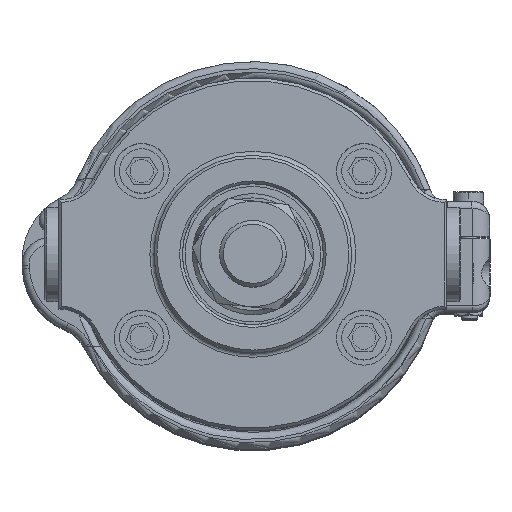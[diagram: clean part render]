
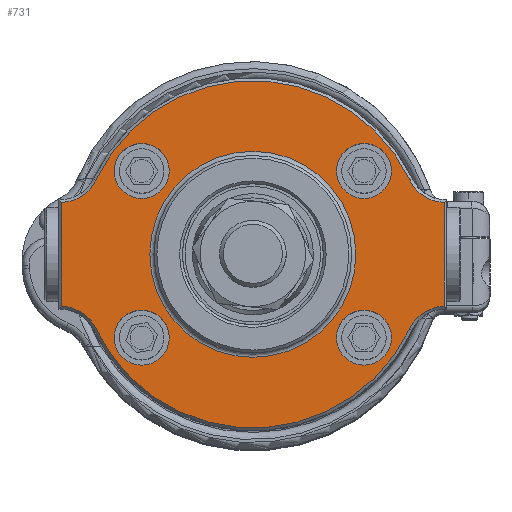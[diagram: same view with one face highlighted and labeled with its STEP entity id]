
A CAD part, top view. The second image highlights one B-rep face of the part: STEP entity #731.
In plain terms, the highlighted planar face has unit normal (0, 0, 1).
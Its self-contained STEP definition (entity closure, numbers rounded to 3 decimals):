
#234 = CIRCLE ( 'NONE', #7970, 7.112 ) ;
#275 = DIRECTION ( 'NONE',  ( 1., 0., 0. ) ) ;
#374 = FACE_BOUND ( 'NONE', #7318, .T. ) ;
#494 = EDGE_CURVE ( 'NONE', #14268, #14268, #6703, .T. ) ;
#537 = CARTESIAN_POINT ( 'NONE',  ( 0., 0., 25.4 ) ) ;
#666 = CARTESIAN_POINT ( 'NONE',  ( -15.047, -15., 25.4 ) ) ;
#731 = ADVANCED_FACE ( 'NONE', ( #5475, #10743, #16034, #374, #4183, #2960 ), #2874, .T. ) ;
#932 = ORIENTED_EDGE ( 'NONE', *, *, #7132, .T. ) ;
#1138 = CIRCLE ( 'NONE', #13865, 7.112 ) ;
#1140 = VERTEX_POINT ( 'NONE', #16532 ) ;
#1227 = VERTEX_POINT ( 'NONE', #8486 ) ;
#1282 = DIRECTION ( 'NONE',  ( 0., 0., 1. ) ) ;
#1363 = CARTESIAN_POINT ( 'NONE',  ( 20., 15., 25.4 ) ) ;
#1459 = AXIS2_PLACEMENT_3D ( 'NONE', #8570, #12541, #10187 ) ;
#1509 = DIRECTION ( 'NONE',  ( 1., 0., 0. ) ) ;
#1583 = DIRECTION ( 'NONE',  ( 0., 0., 1. ) ) ;
#2145 = EDGE_CURVE ( 'NONE', #4128, #4128, #11090, .T. ) ;
#2178 = VERTEX_POINT ( 'NONE', #13879 ) ;
#2194 = CARTESIAN_POINT ( 'NONE',  ( 0., 0., 25.4 ) ) ;
#2522 = CARTESIAN_POINT ( 'NONE',  ( 20., -15., 25.4 ) ) ;
#2671 = EDGE_LOOP ( 'NONE', ( #4194, #14027, #13692, #932, #10516, #3619, #7643, #7912 ) ) ;
#2874 = PLANE ( 'NONE',  #8665 ) ;
#2960 = FACE_BOUND ( 'NONE', #3910, .T. ) ;
#2998 = CARTESIAN_POINT ( 'NONE',  ( 24.953, -15., 25.4 ) ) ;
#3266 = EDGE_LOOP ( 'NONE', ( #5652 ) ) ;
#3517 = CARTESIAN_POINT ( 'NONE',  ( -28.224, -13.397, 25.4 ) ) ;
#3558 = DIRECTION ( 'NONE',  ( 0., -1., 0. ) ) ;
#3619 = ORIENTED_EDGE ( 'NONE', *, *, #13444, .T. ) ;
#3730 = CARTESIAN_POINT ( 'NONE',  ( -28.224, 13.397, 25.4 ) ) ;
#3910 = EDGE_LOOP ( 'NONE', ( #8253 ) ) ;
#3920 = DIRECTION ( 'NONE',  ( 1., 0., 0. ) ) ;
#3929 = DIRECTION ( 'NONE',  ( 1., 0., 0. ) ) ;
#3938 = CARTESIAN_POINT ( 'NONE',  ( -34.649, 16.446, 25.4 ) ) ;
#4128 = VERTEX_POINT ( 'NONE', #2998 ) ;
#4183 = FACE_BOUND ( 'NONE', #8822, .T. ) ;
#4194 = ORIENTED_EDGE ( 'NONE', *, *, #13241, .T. ) ;
#4447 = EDGE_CURVE ( 'NONE', #7402, #7402, #15073, .T. ) ;
#4523 = DIRECTION ( 'NONE',  ( 1., 0., 0. ) ) ;
#4752 = CIRCLE ( 'NONE', #7489, 7.112 ) ;
#4924 = CARTESIAN_POINT ( 'NONE',  ( 18.542, 0., 25.4 ) ) ;
#5034 = CARTESIAN_POINT ( 'NONE',  ( -20., 15., 25.4 ) ) ;
#5382 = EDGE_LOOP ( 'NONE', ( #5435 ) ) ;
#5435 = ORIENTED_EDGE ( 'NONE', *, *, #12146, .F. ) ;
#5475 = FACE_OUTER_BOUND ( 'NONE', #2671, .T. ) ;
#5652 = ORIENTED_EDGE ( 'NONE', *, *, #494, .T. ) ;
#5918 = DIRECTION ( 'NONE',  ( 0., 0., -1. ) ) ;
#6536 = VERTEX_POINT ( 'NONE', #10440 ) ;
#6676 = DIRECTION ( 'NONE',  ( 0., 0., -1. ) ) ;
#6683 = VERTEX_POINT ( 'NONE', #13289 ) ;
#6703 = CIRCLE ( 'NONE', #16674, 18.542 ) ;
#6972 = VERTEX_POINT ( 'NONE', #16147 ) ;
#7132 = EDGE_CURVE ( 'NONE', #9508, #9898, #7479, .T. ) ;
#7318 = EDGE_LOOP ( 'NONE', ( #8738 ) ) ;
#7402 = VERTEX_POINT ( 'NONE', #666 ) ;
#7479 = CIRCLE ( 'NONE', #11613, 31.242 ) ;
#7489 = AXIS2_PLACEMENT_3D ( 'NONE', #8156, #16381, #4523 ) ;
#7643 = ORIENTED_EDGE ( 'NONE', *, *, #14542, .T. ) ;
#7912 = ORIENTED_EDGE ( 'NONE', *, *, #16094, .T. ) ;
#7970 = AXIS2_PLACEMENT_3D ( 'NONE', #15947, #8061, #3929 ) ;
#8030 = AXIS2_PLACEMENT_3D ( 'NONE', #5034, #14384, #15600 ) ;
#8050 = AXIS2_PLACEMENT_3D ( 'NONE', #2522, #9345, #15604 ) ;
#8061 = DIRECTION ( 'NONE',  ( 0., 0., -1. ) ) ;
#8156 = CARTESIAN_POINT ( 'NONE',  ( -34.649, -16.447, 25.4 ) ) ;
#8227 = AXIS2_PLACEMENT_3D ( 'NONE', #1363, #1282, #12006 ) ;
#8253 = ORIENTED_EDGE ( 'NONE', *, *, #2145, .F. ) ;
#8486 = CARTESIAN_POINT ( 'NONE',  ( 34.417, 9.338, 25.4 ) ) ;
#8570 = CARTESIAN_POINT ( 'NONE',  ( 0., 0., 25.4 ) ) ;
#8665 = AXIS2_PLACEMENT_3D ( 'NONE', #537, #1583, #275 ) ;
#8673 = EDGE_CURVE ( 'NONE', #9898, #6536, #1138, .T. ) ;
#8735 = LINE ( 'NONE', #11310, #14465 ) ;
#8738 = ORIENTED_EDGE ( 'NONE', *, *, #8850, .F. ) ;
#8822 = EDGE_LOOP ( 'NONE', ( #15394 ) ) ;
#8850 = EDGE_CURVE ( 'NONE', #10742, #10742, #9416, .T. ) ;
#9192 = DIRECTION ( 'NONE',  ( 1., 0., 0. ) ) ;
#9208 = DIRECTION ( 'NONE',  ( 0., 0., -1. ) ) ;
#9345 = DIRECTION ( 'NONE',  ( 0., 0., 1. ) ) ;
#9416 = CIRCLE ( 'NONE', #8030, 4.953 ) ;
#9471 = DIRECTION ( 'NONE',  ( 1., 0., 0. ) ) ;
#9508 = VERTEX_POINT ( 'NONE', #13700 ) ;
#9898 = VERTEX_POINT ( 'NONE', #3730 ) ;
#10121 = LINE ( 'NONE', #15413, #14347 ) ;
#10187 = DIRECTION ( 'NONE',  ( 1., 0., 0. ) ) ;
#10440 = CARTESIAN_POINT ( 'NONE',  ( -34.417, 9.338, 25.4 ) ) ;
#10516 = ORIENTED_EDGE ( 'NONE', *, *, #8673, .T. ) ;
#10594 = CARTESIAN_POINT ( 'NONE',  ( 34.649, 16.446, 25.4 ) ) ;
#10742 = VERTEX_POINT ( 'NONE', #11088 ) ;
#10743 = FACE_BOUND ( 'NONE', #3266, .T. ) ;
#11023 = EDGE_CURVE ( 'NONE', #1140, #1227, #8735, .T. ) ;
#11088 = CARTESIAN_POINT ( 'NONE',  ( -15.047, 15., 25.4 ) ) ;
#11090 = CIRCLE ( 'NONE', #8050, 4.953 ) ;
#11310 = CARTESIAN_POINT ( 'NONE',  ( 34.417, 9.842, 25.4 ) ) ;
#11528 = DIRECTION ( 'NONE',  ( 0., 0., 1. ) ) ;
#11613 = AXIS2_PLACEMENT_3D ( 'NONE', #2194, #11528, #15525 ) ;
#12006 = DIRECTION ( 'NONE',  ( 1., 0., 0. ) ) ;
#12146 = EDGE_CURVE ( 'NONE', #2178, #2178, #13466, .T. ) ;
#12541 = DIRECTION ( 'NONE',  ( 0., 0., 1. ) ) ;
#13079 = CARTESIAN_POINT ( 'NONE',  ( -20., -15., 25.4 ) ) ;
#13081 = CIRCLE ( 'NONE', #1459, 31.242 ) ;
#13160 = AXIS2_PLACEMENT_3D ( 'NONE', #10594, #9208, #1509 ) ;
#13241 = EDGE_CURVE ( 'NONE', #6683, #1140, #234, .T. ) ;
#13289 = CARTESIAN_POINT ( 'NONE',  ( 28.224, -13.397, 25.4 ) ) ;
#13444 = EDGE_CURVE ( 'NONE', #6536, #6972, #10121, .T. ) ;
#13466 = CIRCLE ( 'NONE', #8227, 4.953 ) ;
#13643 = CARTESIAN_POINT ( 'NONE',  ( 0., 0., 25.4 ) ) ;
#13692 = ORIENTED_EDGE ( 'NONE', *, *, #14011, .T. ) ;
#13700 = CARTESIAN_POINT ( 'NONE',  ( 28.224, 13.397, 25.4 ) ) ;
#13865 = AXIS2_PLACEMENT_3D ( 'NONE', #3938, #6676, #9192 ) ;
#13879 = CARTESIAN_POINT ( 'NONE',  ( 24.953, 15., 25.4 ) ) ;
#14011 = EDGE_CURVE ( 'NONE', #1227, #9508, #14282, .T. ) ;
#14027 = ORIENTED_EDGE ( 'NONE', *, *, #11023, .T. ) ;
#14268 = VERTEX_POINT ( 'NONE', #4924 ) ;
#14282 = CIRCLE ( 'NONE', #13160, 7.112 ) ;
#14347 = VECTOR ( 'NONE', #3558, 1000. ) ;
#14384 = DIRECTION ( 'NONE',  ( 0., 0., 1. ) ) ;
#14465 = VECTOR ( 'NONE', #15152, 1000. ) ;
#14542 = EDGE_CURVE ( 'NONE', #6972, #16190, #4752, .T. ) ;
#15073 = CIRCLE ( 'NONE', #15618, 4.953 ) ;
#15152 = DIRECTION ( 'NONE',  ( 0., 1., 0. ) ) ;
#15394 = ORIENTED_EDGE ( 'NONE', *, *, #4447, .F. ) ;
#15413 = CARTESIAN_POINT ( 'NONE',  ( -34.417, -9.843, 25.4 ) ) ;
#15525 = DIRECTION ( 'NONE',  ( 1., 0., 0. ) ) ;
#15600 = DIRECTION ( 'NONE',  ( 1., 0., 0. ) ) ;
#15604 = DIRECTION ( 'NONE',  ( 1., 0., 0. ) ) ;
#15618 = AXIS2_PLACEMENT_3D ( 'NONE', #13079, #15688, #3920 ) ;
#15688 = DIRECTION ( 'NONE',  ( 0., 0., 1. ) ) ;
#15947 = CARTESIAN_POINT ( 'NONE',  ( 34.649, -16.447, 25.4 ) ) ;
#16034 = FACE_BOUND ( 'NONE', #5382, .T. ) ;
#16094 = EDGE_CURVE ( 'NONE', #16190, #6683, #13081, .T. ) ;
#16147 = CARTESIAN_POINT ( 'NONE',  ( -34.417, -9.338, 25.4 ) ) ;
#16190 = VERTEX_POINT ( 'NONE', #3517 ) ;
#16381 = DIRECTION ( 'NONE',  ( 0., 0., -1. ) ) ;
#16532 = CARTESIAN_POINT ( 'NONE',  ( 34.417, -9.338, 25.4 ) ) ;
#16674 = AXIS2_PLACEMENT_3D ( 'NONE', #13643, #5918, #9471 ) ;
